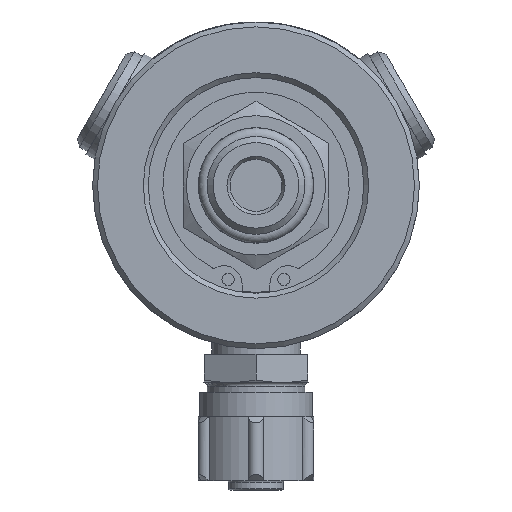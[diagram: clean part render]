
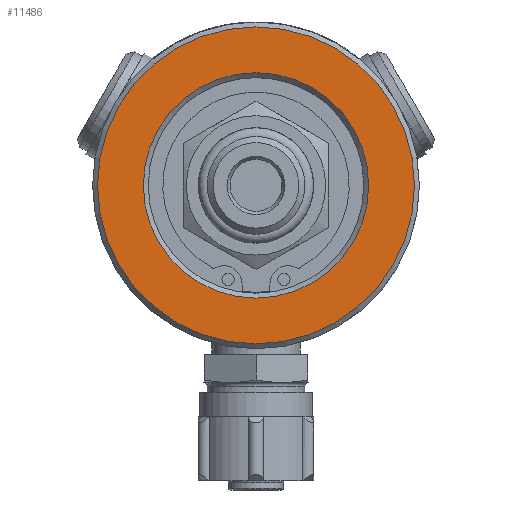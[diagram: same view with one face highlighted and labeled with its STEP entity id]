
A CAD part, left-side view. The second image highlights one B-rep face of the part: STEP entity #11486.
In plain terms, the highlighted planar face has unit normal (-1, 0, 0).
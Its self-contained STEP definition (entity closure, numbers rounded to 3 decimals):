
#661=FACE_BOUND('',#3480,.T.);
#2314=PLANE('',#12487);
#2761=FACE_OUTER_BOUND('',#3479,.T.);
#3479=EDGE_LOOP('',(#8469));
#3480=EDGE_LOOP('',(#8470));
#4304=CIRCLE('',#12473,25.925);
#4314=CIRCLE('',#12488,18.435);
#4932=VERTEX_POINT('',#17980);
#4942=VERTEX_POINT('',#18008);
#6254=EDGE_CURVE('',#4932,#4932,#4304,.T.);
#6266=EDGE_CURVE('',#4942,#4942,#4314,.T.);
#8469=ORIENTED_EDGE('',*,*,#6254,.F.);
#8470=ORIENTED_EDGE('',*,*,#6266,.F.);
#11486=ADVANCED_FACE('',(#2761,#661),#2314,.T.);
#12473=AXIS2_PLACEMENT_3D('',#17982,#14440,#14441);
#12487=AXIS2_PLACEMENT_3D('',#18007,#14470,#14471);
#12488=AXIS2_PLACEMENT_3D('',#18009,#14472,#14473);
#14440=DIRECTION('center_axis',(1.,0.,0.));
#14441=DIRECTION('ref_axis',(0.,-1.,0.));
#14470=DIRECTION('center_axis',(-1.,0.,0.));
#14471=DIRECTION('ref_axis',(0.,0.,1.));
#14472=DIRECTION('center_axis',(-1.,0.,0.));
#14473=DIRECTION('ref_axis',(0.,0.,-1.));
#17980=CARTESIAN_POINT('',(30.37,25.925,0.));
#17982=CARTESIAN_POINT('Origin',(30.37,0.,0.));
#18007=CARTESIAN_POINT('Origin',(30.37,0.,0.));
#18008=CARTESIAN_POINT('',(30.37,0.,18.435));
#18009=CARTESIAN_POINT('Origin',(30.37,0.,0.));
